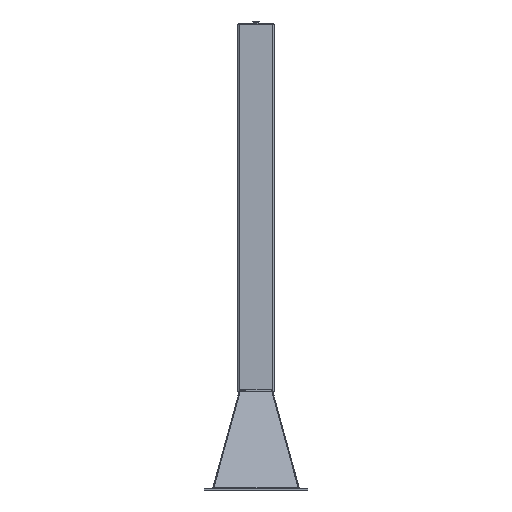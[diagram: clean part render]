
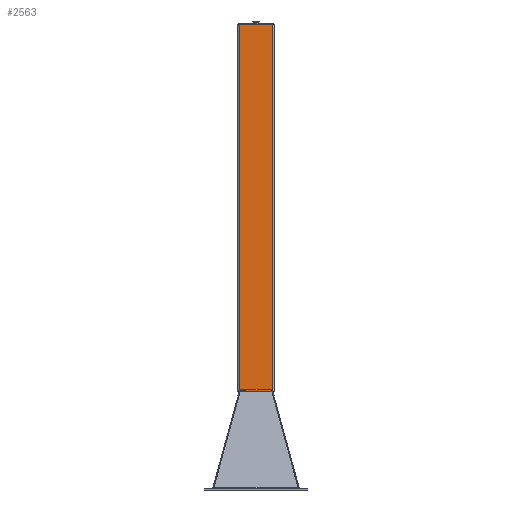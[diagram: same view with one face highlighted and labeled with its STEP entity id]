
A CAD part, left-side view. The second image highlights one B-rep face of the part: STEP entity #2563.
In plain terms, the highlighted face is planar.
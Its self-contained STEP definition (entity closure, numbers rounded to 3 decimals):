
#2563=ADVANCED_FACE('',(#4501),#4502,.T.);
#4501=FACE_OUTER_BOUND('',#6694,.T.);
#4502=PLANE('',#6695);
#6694=EDGE_LOOP('',(#15309,#15310,#15311,#15312));
#6695=AXIS2_PLACEMENT_3D('',#15313,#15314,#15315);
#15309=ORIENTED_EDGE('',*,*,#18139,.T.);
#15310=ORIENTED_EDGE('',*,*,#17848,.F.);
#15311=ORIENTED_EDGE('',*,*,#18441,.T.);
#15312=ORIENTED_EDGE('',*,*,#18442,.T.);
#15313=CARTESIAN_POINT('',(0.,-150.,0.));
#15314=DIRECTION('',(0.,-1.,0.));
#15315=DIRECTION('',(1.,0.,0.));
#17848=EDGE_CURVE('',#19748,#19743,#19750,.T.);
#18139=EDGE_CURVE('',#20201,#19743,#20202,.T.);
#18441=EDGE_CURVE('',#19748,#20626,#20627,.T.);
#18442=EDGE_CURVE('',#20626,#20201,#20628,.T.);
#19743=VERTEX_POINT('',#23007);
#19748=VERTEX_POINT('',#23013);
#19750=LINE('',#23015,#23016);
#20201=VERTEX_POINT('',#24243);
#20202=LINE('',#24244,#24245);
#20626=VERTEX_POINT('',#25228);
#20627=LINE('',#25229,#25230);
#20628=LINE('',#25231,#25232);
#23007=CARTESIAN_POINT('',(-135.,-150.,3000.));
#23013=CARTESIAN_POINT('',(-135.,-150.,0.));
#23015=CARTESIAN_POINT('',(-135.,-150.,0.));
#23016=VECTOR('',#27242,1.);
#24243=CARTESIAN_POINT('',(135.,-150.,3000.));
#24244=CARTESIAN_POINT('',(-135.,-150.,3000.));
#24245=VECTOR('',#27507,1.);
#25228=CARTESIAN_POINT('',(135.,-150.,0.));
#25229=CARTESIAN_POINT('',(-135.,-150.,0.));
#25230=VECTOR('',#27806,1.);
#25231=CARTESIAN_POINT('',(135.,-150.,0.));
#25232=VECTOR('',#27807,1.);
#27242=DIRECTION('',(0.,0.,1.));
#27507=DIRECTION('',(-1.,0.,0.));
#27806=DIRECTION('',(1.,0.,0.));
#27807=DIRECTION('',(0.,0.,1.));
